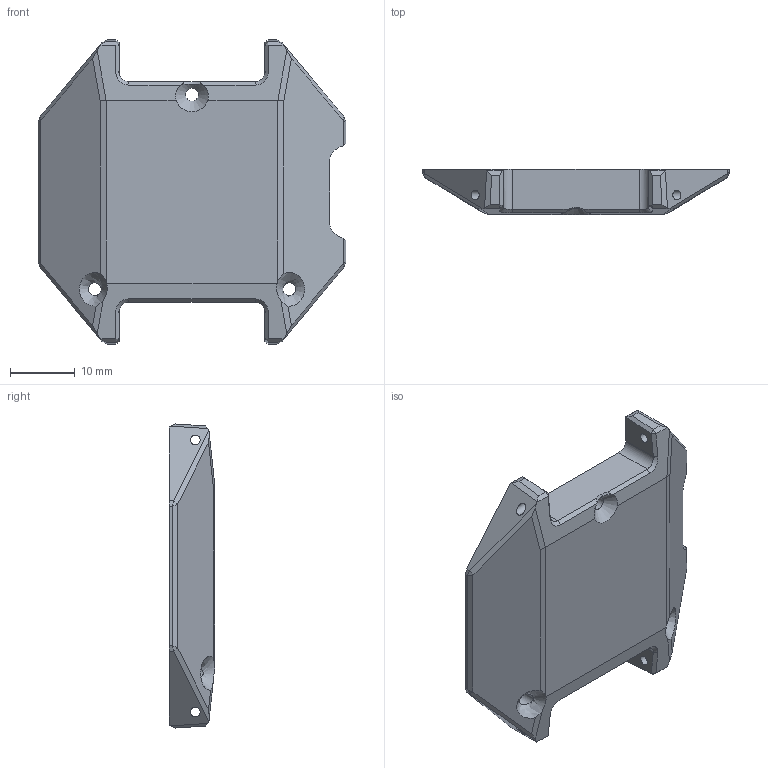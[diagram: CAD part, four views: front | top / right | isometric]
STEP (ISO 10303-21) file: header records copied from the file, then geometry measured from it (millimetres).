
FILE_DESCRIPTION(/* description */ (''),/* implementation_level */ '2;1');
FILE_NAME(/* name */ 'Case_bottom v32.step',/* time_stamp */ '2024-03-29T01:01:10+01:00',/* author */ (''),/* organization */ (''),/* preprocessor_version */ 'ST-DEVELOPER v20',/* originating_system */ 'Autodesk Translation Framework v12.20.1.177',/* authorisation */ '');
FILE_SCHEMA (('AUTOMOTIVE_DESIGN { 1 0 10303 214 3 1 1 }'));
Length unit declared in the file: millimetre
Products named in the file (1): Case_bottom
Bounding box: 47.5 x 7 x 46.92 mm (x, y, z)
Volume: 5063.8 mm3; surface area: 5001.1 mm2
Topology: 1 solids, 1 shells, 138 faces, 356 edges, 222 vertices
Faces by surface type: plane 93, cylinder 25, bspline 13, cone 7
Full cylindrical faces by diameter (mm): 1.221 x4, 1.5 x6, 2 x3
Entity records: 4726 total; most frequent: CARTESIAN_POINT 1386, ORIENTED_EDGE 712, DIRECTION 620, EDGE_CURVE 356, LINE 256, VECTOR 256, VERTEX_POINT 222, AXIS2_PLACEMENT_3D 182
